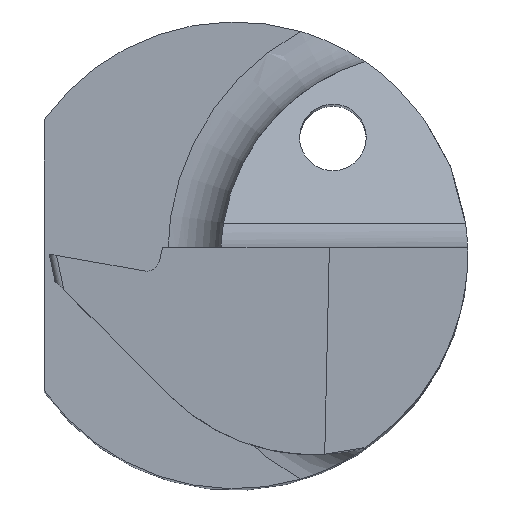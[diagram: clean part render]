
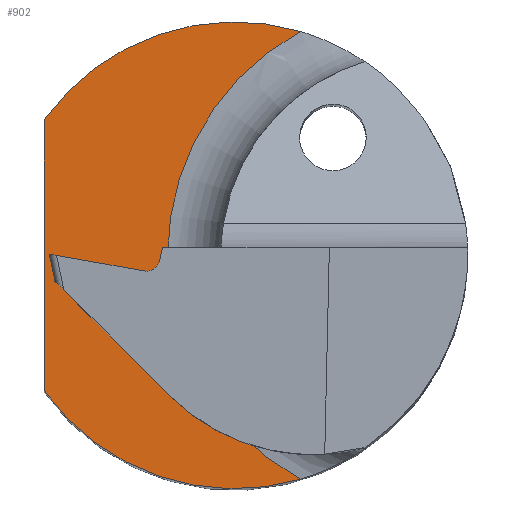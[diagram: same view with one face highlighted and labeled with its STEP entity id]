
A CAD part, top view. The second image highlights one B-rep face of the part: STEP entity #902.
In plain terms, the highlighted planar face has unit normal (0, 0, 1).
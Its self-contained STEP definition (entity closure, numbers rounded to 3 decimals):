
#2 = LINE ( 'NONE', #830, #252 ) ;
#49 = EDGE_CURVE ( 'NONE', #57, #422, #661, .T. ) ;
#57 = VERTEX_POINT ( 'NONE', #859 ) ;
#62 = DIRECTION ( 'NONE',  ( -1., 0., 0. ) ) ;
#72 = DIRECTION ( 'NONE',  ( 0., 1., 0. ) ) ;
#102 = ORIENTED_EDGE ( 'NONE', *, *, #686, .F. ) ;
#114 = CARTESIAN_POINT ( 'NONE',  ( -2.85, -2.032, 14.76 ) ) ;
#136 = CARTESIAN_POINT ( 'NONE',  ( -2.85, 2.032, 14.76 ) ) ;
#178 = PLANE ( 'NONE',  #974 ) ;
#221 = CIRCLE ( 'NONE', #659, 3.5 ) ;
#241 = ORIENTED_EDGE ( 'NONE', *, *, #527, .F. ) ;
#252 = VECTOR ( 'NONE', #72, 1000. ) ;
#267 = DIRECTION ( 'NONE',  ( -1., 0., 0. ) ) ;
#289 = CARTESIAN_POINT ( 'NONE',  ( 0.99, 3.357, 14.76 ) ) ;
#298 = VERTEX_POINT ( 'NONE', #795 ) ;
#304 = DIRECTION ( 'NONE',  ( 0., 0., 1. ) ) ;
#317 = DIRECTION ( 'NONE',  ( -1., 0., 0. ) ) ;
#333 = VERTEX_POINT ( 'NONE', #136 ) ;
#353 = CARTESIAN_POINT ( 'NONE',  ( 0., 0., 14.76 ) ) ;
#367 = AXIS2_PLACEMENT_3D ( 'NONE', #428, #947, #798 ) ;
#377 = CARTESIAN_POINT ( 'NONE',  ( 2.827, 0., 14.76 ) ) ;
#387 = ORIENTED_EDGE ( 'NONE', *, *, #49, .F. ) ;
#422 = VERTEX_POINT ( 'NONE', #114 ) ;
#428 = CARTESIAN_POINT ( 'NONE',  ( 2.827, 0., 14.76 ) ) ;
#438 = DIRECTION ( 'NONE',  ( 0., 0., -1. ) ) ;
#456 = AXIS2_PLACEMENT_3D ( 'NONE', #377, #304, #833 ) ;
#479 = FACE_OUTER_BOUND ( 'NONE', #518, .T. ) ;
#518 = EDGE_LOOP ( 'NONE', ( #683, #241, #387, #102, #822 ) ) ;
#519 = EDGE_CURVE ( 'NONE', #835, #298, #617, .T. ) ;
#527 = EDGE_CURVE ( 'NONE', #422, #333, #2, .T. ) ;
#554 = AXIS2_PLACEMENT_3D ( 'NONE', #699, #569, #267 ) ;
#569 = DIRECTION ( 'NONE',  ( 0., 0., -1. ) ) ;
#576 = CIRCLE ( 'NONE', #367, 3.827 ) ;
#617 = CIRCLE ( 'NONE', #456, 3.827 ) ;
#659 = AXIS2_PLACEMENT_3D ( 'NONE', #353, #438, #62 ) ;
#661 = CIRCLE ( 'NONE', #554, 3.5 ) ;
#683 = ORIENTED_EDGE ( 'NONE', *, *, #794, .F. ) ;
#686 = EDGE_CURVE ( 'NONE', #298, #57, #576, .T. ) ;
#699 = CARTESIAN_POINT ( 'NONE',  ( 0., 0., 14.76 ) ) ;
#708 = CARTESIAN_POINT ( 'NONE',  ( 0.325, -0.054, 14.76 ) ) ;
#794 = EDGE_CURVE ( 'NONE', #333, #835, #221, .T. ) ;
#795 = CARTESIAN_POINT ( 'NONE',  ( -1., 0., 14.76 ) ) ;
#798 = DIRECTION ( 'NONE',  ( -1., 0., 0. ) ) ;
#822 = ORIENTED_EDGE ( 'NONE', *, *, #519, .F. ) ;
#830 = CARTESIAN_POINT ( 'NONE',  ( -2.85, 2.032, 14.76 ) ) ;
#833 = DIRECTION ( 'NONE',  ( -1., 0., 0. ) ) ;
#835 = VERTEX_POINT ( 'NONE', #289 ) ;
#859 = CARTESIAN_POINT ( 'NONE',  ( 0.99, -3.357, 14.76 ) ) ;
#902 = ADVANCED_FACE ( 'NONE', ( #479 ), #178, .T. ) ;
#906 = DIRECTION ( 'NONE',  ( 0., 0., 1. ) ) ;
#947 = DIRECTION ( 'NONE',  ( 0., 0., 1. ) ) ;
#974 = AXIS2_PLACEMENT_3D ( 'NONE', #708, #906, #317 ) ;
